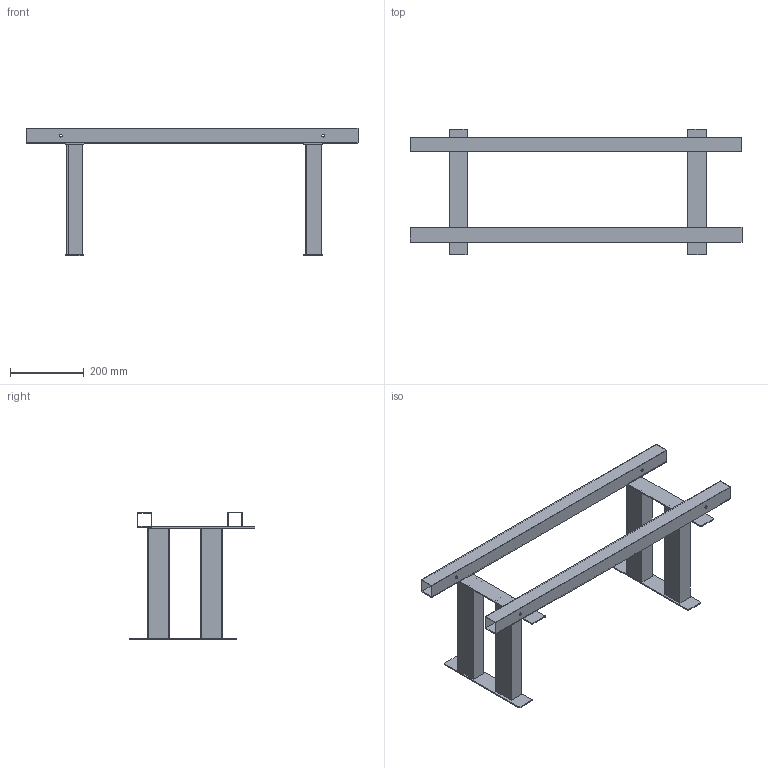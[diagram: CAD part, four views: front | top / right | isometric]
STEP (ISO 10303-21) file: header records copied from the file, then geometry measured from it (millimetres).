
FILE_DESCRIPTION(/* description */ (''),/* implementation_level */ '2;1');
FILE_NAME(/* name */ 'PerfilFinal.stp',/* time_stamp */ '2022-06-25T16:16:42-05:00',/* author */ ('Johan'),/* organization */ (''),/* preprocessor_version */ 'ST-DEVELOPER v18.1',/* originating_system */ 'Autodesk Inventor 2022',/* authorisation */ '');
FILE_SCHEMA (('AUTOMOTIVE_DESIGN { 1 0 10303 214 3 1 1 }'));
Length unit declared in the file: millimetre
Products named in the file (5): PiezaFinal; PerfilH; lamina1; leg; Asiento nuevo
Assembly tree (8 placements, depth 3):
  PiezaFinal
    PerfilH  x2
      lamina1
      leg
    Asiento nuevo  x2
Bounding box: 900.01 x 339.73 x 346.17 mm (x, y, z)
Volume: 1397154.5 mm3; surface area: 1127817.2 mm2
Topology: 10 solids, 10 shells, 108 faces, 264 edges, 176 vertices
Faces by surface type: plane 84, cylinder 24
Full cylindrical faces by diameter (mm): 8 x8
Entity records: 1238 total; most frequent: DIRECTION 194, CARTESIAN_POINT 187, ORIENTED_EDGE 168, EDGE_CURVE 84, LINE 68, VECTOR 68, AXIS2_PLACEMENT_3D 63, VERTEX_POINT 56
